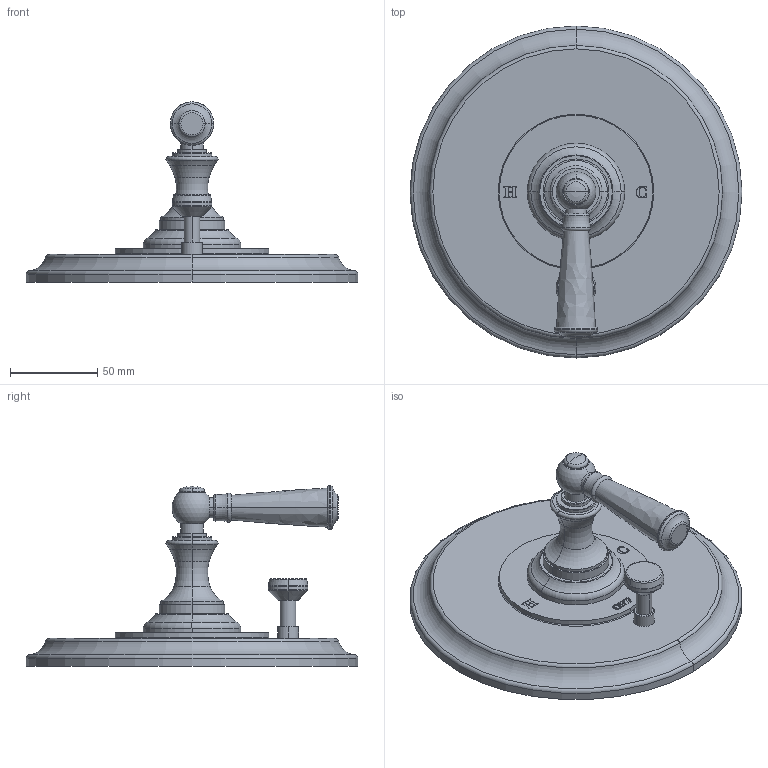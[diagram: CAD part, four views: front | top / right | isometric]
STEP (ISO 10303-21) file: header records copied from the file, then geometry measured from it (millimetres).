
FILE_DESCRIPTION((''),'2;1');
FILE_NAME('5-2452BP','2021-06-08T13:11:21',('jinson.thomas'),(''),'CREO PARAMETRIC BY PTC INC, 2018400','CREO PARAMETRIC BY PTC INC, 2018400','');
FILE_SCHEMA(('CONFIG_CONTROL_DESIGN'));
Length unit declared in the file: inch
Products named in the file (1): 5-2452BP
Bounding box: 190.5 x 190.5 x 103.43 mm (x, y, z)
Volume: 502309.3 mm3; surface area: 76520 mm2
Topology: 1 solids, 1 shells, 234 faces, 574 edges, 361 vertices
Faces by surface type: extrusion 95, torus 56, plane 45, cylinder 26, cone 6, sphere 4, bspline 2
Entity records: 8232 total; most frequent: CARTESIAN_POINT 2910, ORIENTED_EDGE 1144, DIRECTION 940, EDGE_CURVE 572, VERTEX_POINT 361, AXIS2_PLACEMENT_3D 326, VECTOR 288, B_SPLINE_CURVE_WITH_KNOTS 285
